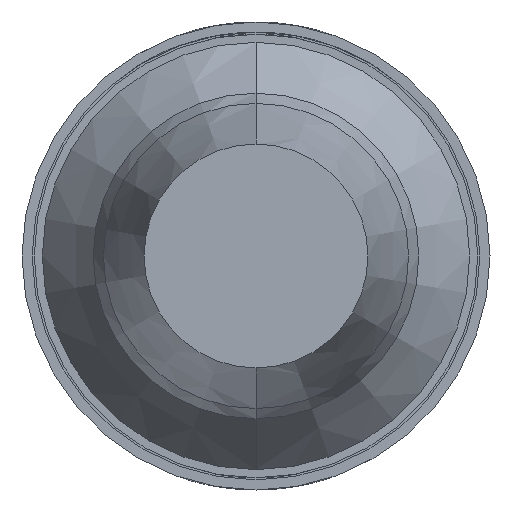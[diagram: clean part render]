
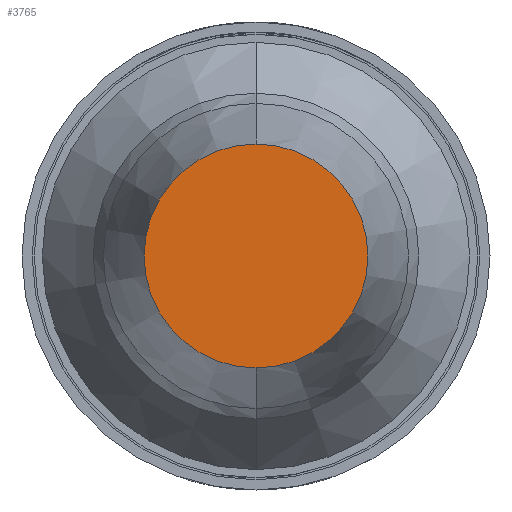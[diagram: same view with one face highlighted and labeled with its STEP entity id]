
A CAD part, front view. The second image highlights one B-rep face of the part: STEP entity #3765.
In plain terms, the highlighted planar face has unit normal (0, -1, 0).
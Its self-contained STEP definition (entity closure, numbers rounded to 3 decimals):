
#210 = CARTESIAN_POINT ( 'NONE',  ( 0., -39.2, -0.55 ) ) ;
#275 = EDGE_CURVE ( 'Defeature ausgef�hrt1_28+Defeature ausgef�hrt1_27+Defeature ausgef�hrt1_27+Defeature ausgef�hrt1_27', #5745, #2196, #2961, .T. ) ;
#655 = DIRECTION ( 'NONE',  ( 0., 0., 1. ) ) ;
#1294 = CARTESIAN_POINT ( 'NONE',  ( 0., -39.2, 0.55 ) ) ;
#1320 = AXIS2_PLACEMENT_3D ( 'NONE', #5947, #5926, #655 ) ;
#1562 = ORIENTED_EDGE ( 'NONE', *, *, #1771, .F. ) ;
#1645 = CARTESIAN_POINT ( 'NONE',  ( 0., -39.2, 0. ) ) ;
#1693 = DIRECTION ( 'NONE',  ( 0., 1., 0. ) ) ;
#1771 = EDGE_CURVE ( 'Defeature ausgef�hrt1_28+Defeature ausgef�hrt1_27+Defeature ausgef�hrt1_27+Defeature ausgef�hrt1_27', #2196, #5745, #4827, .T. ) ;
#1866 = AXIS2_PLACEMENT_3D ( 'NONE', #1645, #5946, #4844 ) ;
#2196 = VERTEX_POINT ( 'NONE', #1294 ) ;
#2830 = CARTESIAN_POINT ( 'NONE',  ( 0., -39.2, 0. ) ) ;
#2961 = CIRCLE ( 'NONE', #1866, 0.55 ) ;
#3035 = AXIS2_PLACEMENT_3D ( 'NONE', #2830, #1693, #6420 ) ;
#3373 = ORIENTED_EDGE ( 'NONE', *, *, #275, .F. ) ;
#3593 = EDGE_LOOP ( 'NONE', ( #1562, #3373 ) ) ;
#3765 = ADVANCED_FACE ( 'Defeature ausgef�hrt1_27', ( #5725 ), #4945, .F. ) ;
#4827 = CIRCLE ( 'NONE', #3035, 0.55 ) ;
#4844 = DIRECTION ( 'NONE',  ( 0., 0., 1. ) ) ;
#4945 = PLANE ( 'NONE',  #1320 ) ;
#5725 = FACE_OUTER_BOUND ( 'NONE', #3593, .T. ) ;
#5745 = VERTEX_POINT ( 'NONE', #210 ) ;
#5926 = DIRECTION ( 'NONE',  ( 0., 1., 0. ) ) ;
#5946 = DIRECTION ( 'NONE',  ( 0., 1., 0. ) ) ;
#5947 = CARTESIAN_POINT ( 'NONE',  ( 0., -39.2, 0. ) ) ;
#6420 = DIRECTION ( 'NONE',  ( 0., 0., 1. ) ) ;
